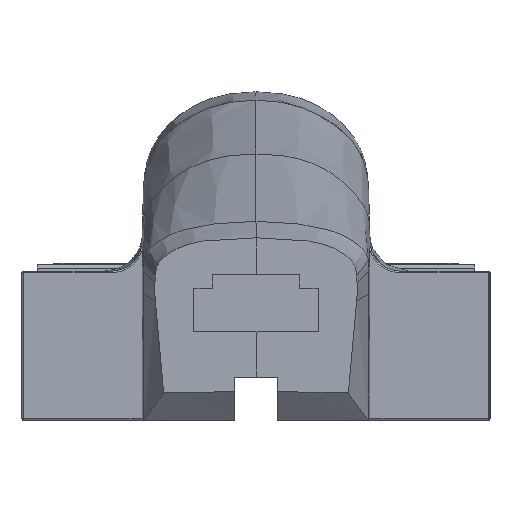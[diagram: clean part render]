
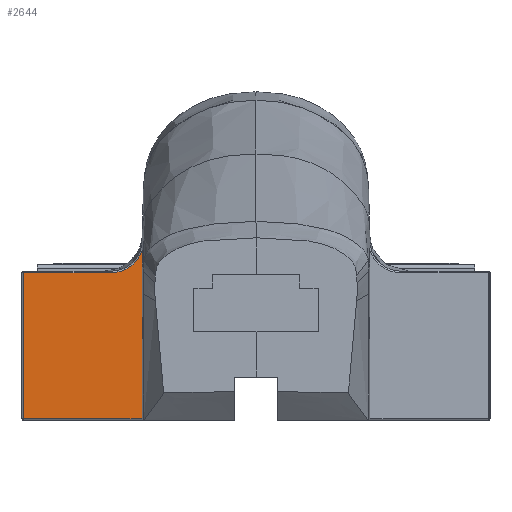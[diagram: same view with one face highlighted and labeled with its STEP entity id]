
A CAD part, front view. The second image highlights one B-rep face of the part: STEP entity #2644.
In plain terms, the highlighted planar face has unit normal (0, -1, 0).
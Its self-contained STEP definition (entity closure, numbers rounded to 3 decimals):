
#66=ELLIPSE('',#2798,4.456,4.456);
#199=LINE('',#9051,#397);
#203=LINE('',#9226,#401);
#207=LINE('',#11880,#405);
#208=LINE('',#11881,#406);
#397=VECTOR('',#3045,1.);
#401=VECTOR('',#3073,1.);
#405=VECTOR('',#3091,1.);
#406=VECTOR('',#3092,1.);
#536=PLANE('',#2803);
#620=FACE_OUTER_BOUND('',#775,.T.);
#775=EDGE_LOOP('',(#1967,#1968,#1969,#1970,#1971));
#1159=VERTEX_POINT('',#9048);
#1160=VERTEX_POINT('',#9050);
#1168=VERTEX_POINT('',#9217);
#1171=VERTEX_POINT('',#9609);
#1176=VERTEX_POINT('',#11879);
#1444=EDGE_CURVE('',#1160,#1159,#199,.T.);
#1458=EDGE_CURVE('',#1168,#1159,#203,.F.);
#1465=EDGE_CURVE('',#1171,#1168,#66,.T.);
#1480=EDGE_CURVE('',#1176,#1171,#207,.T.);
#1481=EDGE_CURVE('',#1160,#1176,#208,.T.);
#1967=ORIENTED_EDGE('',*,*,#1444,.T.);
#1968=ORIENTED_EDGE('',*,*,#1458,.F.);
#1969=ORIENTED_EDGE('',*,*,#1465,.F.);
#1970=ORIENTED_EDGE('',*,*,#1480,.F.);
#1971=ORIENTED_EDGE('',*,*,#1481,.F.);
#2644=ADVANCED_FACE('',(#620),#536,.T.);
#2798=AXIS2_PLACEMENT_3D('',#9615,#3078,#3079);
#2803=AXIS2_PLACEMENT_3D('',#11878,#3089,#3090);
#3045=DIRECTION('',(1.,0.,0.));
#3073=DIRECTION('',(0.,0.,1.));
#3078=DIRECTION('center_axis',(0.,-1.,0.));
#3079=DIRECTION('ref_axis',(-0.024,0.,-1.));
#3089=DIRECTION('center_axis',(0.,-1.,0.));
#3090=DIRECTION('ref_axis',(1.,0.,0.));
#3091=DIRECTION('',(1.,0.,0.));
#3092=DIRECTION('',(0.,0.,1.));
#9048=CARTESIAN_POINT('',(-820.825,-59.263,7.165));
#9050=CARTESIAN_POINT('',(-837.301,-59.263,7.165));
#9051=CARTESIAN_POINT('',(-822.748,-59.263,7.165));
#9217=CARTESIAN_POINT('',(-820.825,-59.263,30.599));
#9226=CARTESIAN_POINT('',(-820.825,-59.263,18.882));
#9609=CARTESIAN_POINT('',(-825.08,-59.263,27.465));
#9615=CARTESIAN_POINT('Origin',(-825.08,-59.263,31.922));
#11878=CARTESIAN_POINT('Origin',(-837.5,-59.263,6.965));
#11879=CARTESIAN_POINT('',(-837.301,-59.263,27.465));
#11880=CARTESIAN_POINT('',(-824.528,-59.263,27.465));
#11881=CARTESIAN_POINT('',(-837.301,-59.263,17.315));
